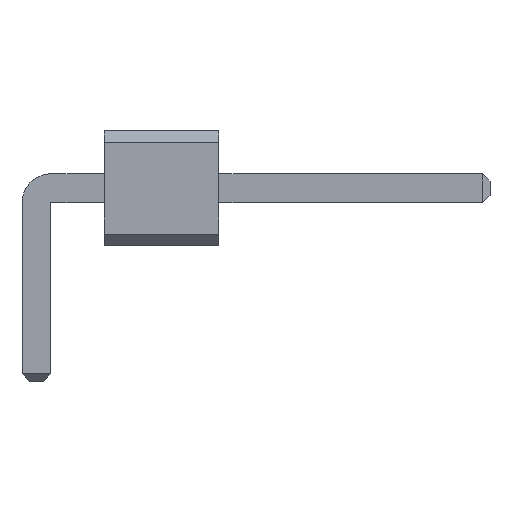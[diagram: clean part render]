
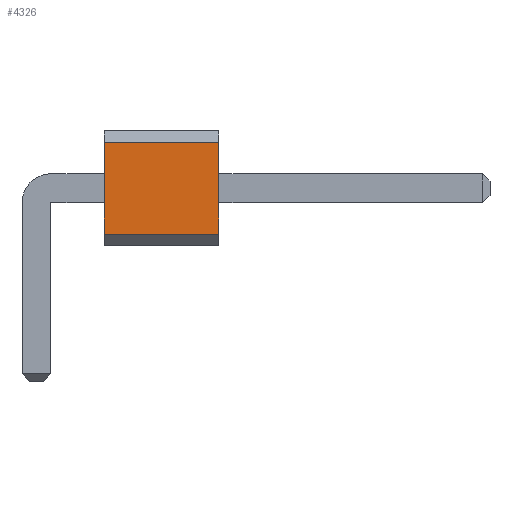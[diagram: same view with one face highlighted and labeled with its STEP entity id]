
A CAD part, front view. The second image highlights one B-rep face of the part: STEP entity #4326.
In plain terms, the highlighted planar face has unit normal (0, -1, 0).
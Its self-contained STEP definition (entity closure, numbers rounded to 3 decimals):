
#502 = VERTEX_POINT('',#503);
#503 = CARTESIAN_POINT('',(1.5,-39.37,2.286));
#509 = EDGE_CURVE('',#510,#502,#512,.T.);
#510 = VERTEX_POINT('',#511);
#511 = CARTESIAN_POINT('',(1.5,-39.37,0.254));
#512 = LINE('',#513,#514);
#513 = CARTESIAN_POINT('',(1.5,-39.37,0.254));
#514 = VECTOR('',#515,1.);
#515 = DIRECTION('',(0.,0.,1.));
#1815 = VERTEX_POINT('',#1816);
#1816 = CARTESIAN_POINT('',(4.04,-39.37,2.286));
#1822 = EDGE_CURVE('',#1823,#1815,#1825,.T.);
#1823 = VERTEX_POINT('',#1824);
#1824 = CARTESIAN_POINT('',(4.04,-39.37,0.254));
#1825 = LINE('',#1826,#1827);
#1826 = CARTESIAN_POINT('',(4.04,-39.37,0.254));
#1827 = VECTOR('',#1828,1.);
#1828 = DIRECTION('',(0.,0.,1.));
#4298 = EDGE_CURVE('',#510,#1823,#4299,.T.);
#4299 = LINE('',#4300,#4301);
#4300 = CARTESIAN_POINT('',(1.5,-39.37,0.254));
#4301 = VECTOR('',#4302,1.);
#4302 = DIRECTION('',(1.,0.,0.));
#4326 = ADVANCED_FACE('',(#4327),#4338,.T.);
#4327 = FACE_BOUND('',#4328,.T.);
#4328 = EDGE_LOOP('',(#4329,#4330,#4331,#4337));
#4329 = ORIENTED_EDGE('',*,*,#4298,.T.);
#4330 = ORIENTED_EDGE('',*,*,#1822,.T.);
#4331 = ORIENTED_EDGE('',*,*,#4332,.F.);
#4332 = EDGE_CURVE('',#502,#1815,#4333,.T.);
#4333 = LINE('',#4334,#4335);
#4334 = CARTESIAN_POINT('',(1.5,-39.37,2.286));
#4335 = VECTOR('',#4336,1.);
#4336 = DIRECTION('',(1.,0.,0.));
#4337 = ORIENTED_EDGE('',*,*,#509,.F.);
#4338 = PLANE('',#4339);
#4339 = AXIS2_PLACEMENT_3D('',#4340,#4341,#4342);
#4340 = CARTESIAN_POINT('',(1.5,-39.37,0.254));
#4341 = DIRECTION('',(0.,-1.,0.));
#4342 = DIRECTION('',(0.,0.,1.));
